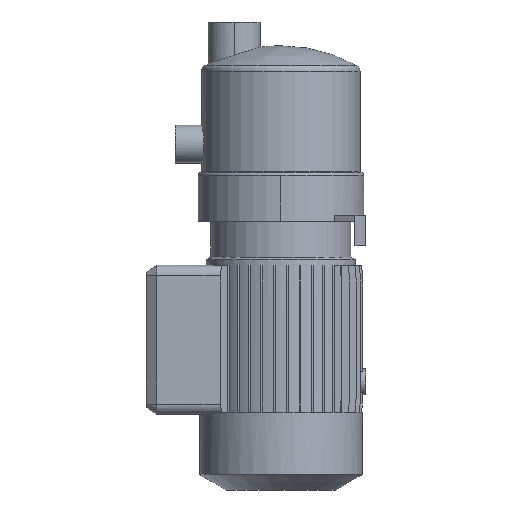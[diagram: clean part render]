
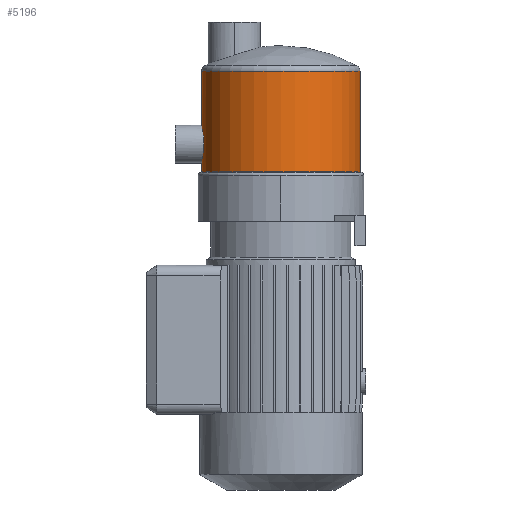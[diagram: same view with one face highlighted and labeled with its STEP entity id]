
A CAD part, left-side view. The second image highlights one B-rep face of the part: STEP entity #5196.
In plain terms, the highlighted cylindrical face has radius 76.5 mm (diameter 153 mm), a partial arc.
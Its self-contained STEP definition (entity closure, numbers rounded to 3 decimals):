
#15 = EDGE_CURVE ( 'NONE', #2202, #9870, #7982, .T. ) ;
#71 = VERTEX_POINT ( 'NONE', #8750 ) ;
#269 = DIRECTION ( 'NONE',  ( 0., 0., 1. ) ) ;
#290 = CARTESIAN_POINT ( 'NONE',  ( 0., 0., 70.562 ) ) ;
#320 = CARTESIAN_POINT ( 'NONE',  ( -8.082, 76.074, -16.374 ) ) ;
#518 = CARTESIAN_POINT ( 'NONE',  ( -16.4, 74.723, 8.094 ) ) ;
#605 = CARTESIAN_POINT ( 'NONE',  ( -4.755, 76.354, 17.63 ) ) ;
#703 = VERTEX_POINT ( 'NONE', #7530 ) ;
#854 = CARTESIAN_POINT ( 'NONE',  ( 0., 76.5, -18.25 ) ) ;
#965 = CARTESIAN_POINT ( 'NONE',  ( 0., 76.5, 70.562 ) ) ;
#1039 = CARTESIAN_POINT ( 'NONE',  ( 0., -76.5, 118. ) ) ;
#1088 = AXIS2_PLACEMENT_3D ( 'NONE', #5543, #8532, #7818 ) ;
#1161 = ORIENTED_EDGE ( 'NONE', *, *, #4388, .T. ) ;
#1180 = DIRECTION ( 'NONE',  ( 0., -1., 0. ) ) ;
#1187 = CARTESIAN_POINT ( 'NONE',  ( -1.193, 76.5, -18.25 ) ) ;
#1285 = CARTESIAN_POINT ( 'NONE',  ( -17.081, 74.569, -6.453 ) ) ;
#1334 = CARTESIAN_POINT ( 'NONE',  ( -9.655, 75.89, -15.498 ) ) ;
#1427 = CARTESIAN_POINT ( 'NONE',  ( -17.638, 74.439, 4.723 ) ) ;
#1839 = CARTESIAN_POINT ( 'NONE',  ( 0., 0., 118. ) ) ;
#1845 = AXIS2_PLACEMENT_3D ( 'NONE', #1839, #9615, #1180 ) ;
#1950 = CARTESIAN_POINT ( 'NONE',  ( -4.752, 76.361, -17.662 ) ) ;
#2045 = CARTESIAN_POINT ( 'NONE',  ( -14.838, 75.048, -10.642 ) ) ;
#2187 = CARTESIAN_POINT ( 'NONE',  ( -1.21, 76.5, 18.25 ) ) ;
#2202 = VERTEX_POINT ( 'NONE', #7899 ) ;
#2814 = CARTESIAN_POINT ( 'NONE',  ( -13.331, 75.331, 12.478 ) ) ;
#2854 = CARTESIAN_POINT ( 'NONE',  ( -12.055, 75.546, 13.715 ) ) ;
#2856 = EDGE_CURVE ( 'NONE', #9870, #5762, #8149, .T. ) ;
#2956 = CARTESIAN_POINT ( 'NONE',  ( -18.25, 74.291, 1.197 ) ) ;
#3420 = FACE_OUTER_BOUND ( 'NONE', #4970, .T. ) ;
#3429 = CARTESIAN_POINT ( 'NONE',  ( -9.138, 75.954, -15.809 ) ) ;
#3586 = CARTESIAN_POINT ( 'NONE',  ( -5.905, 76.274, 17.279 ) ) ;
#3631 = CARTESIAN_POINT ( 'NONE',  ( -13.32, 75.333, -12.49 ) ) ;
#3724 = CARTESIAN_POINT ( 'NONE',  ( -18.012, 74.349, -2.997 ) ) ;
#3774 = CARTESIAN_POINT ( 'NONE',  ( 0., 76.5, 18.25 ) ) ;
#4137 = CARTESIAN_POINT ( 'NONE',  ( -2.382, 76.472, -18.134 ) ) ;
#4279 = DIRECTION ( 'NONE',  ( 0., 0., -1. ) ) ;
#4345 = CARTESIAN_POINT ( 'NONE',  ( -17.085, 74.568, 6.443 ) ) ;
#4388 = EDGE_CURVE ( 'NONE', #2202, #703, #9854, .T. ) ;
#4400 = CARTESIAN_POINT ( 'NONE',  ( -17.778, 74.406, -4.165 ) ) ;
#4447 = CARTESIAN_POINT ( 'NONE',  ( -13.724, 75.26, -12.045 ) ) ;
#4492 = CARTESIAN_POINT ( 'NONE',  ( -18.25, 74.291, -0.609 ) ) ;
#4546 = CARTESIAN_POINT ( 'NONE',  ( -18.1, 74.328, -2.407 ) ) ;
#4795 = DIRECTION ( 'NONE',  ( 0., 0., 1. ) ) ;
#4864 = AXIS2_PLACEMENT_3D ( 'NONE', #290, #4279, #8791 ) ;
#4865 = ORIENTED_EDGE ( 'NONE', *, *, #15, .F. ) ;
#4867 = EDGE_CURVE ( 'NONE', #5762, #7033, #8157, .T. ) ;
#4970 = EDGE_LOOP ( 'NONE', ( #4865, #1161, #7547, #8665, #5098, #5292 ) ) ;
#5098 = ORIENTED_EDGE ( 'NONE', *, *, #4867, .F. ) ;
#5154 = CARTESIAN_POINT ( 'NONE',  ( -14.485, 75.117, 11.118 ) ) ;
#5196 = ADVANCED_FACE ( 'NONE', ( #3420 ), #7379, .T. ) ;
#5209 = CARTESIAN_POINT ( 'NONE',  ( -17.633, 74.44, -4.742 ) ) ;
#5255 = CARTESIAN_POINT ( 'NONE',  ( -17.285, 74.522, -5.885 ) ) ;
#5292 = ORIENTED_EDGE ( 'NONE', *, *, #2856, .F. ) ;
#5298 = CARTESIAN_POINT ( 'NONE',  ( -11.136, 75.687, 14.471 ) ) ;
#5394 = VECTOR ( 'NONE', #4795, 1000. ) ;
#5543 = CARTESIAN_POINT ( 'NONE',  ( 0., 0., -26.5 ) ) ;
#5650 = VECTOR ( 'NONE', #7957, 1000. ) ;
#5762 = VERTEX_POINT ( 'NONE', #6858 ) ;
#5772 = LINE ( 'NONE', #1039, #5650 ) ;
#5904 = CARTESIAN_POINT ( 'NONE',  ( -18.219, 74.299, -1.215 ) ) ;
#5942 = CARTESIAN_POINT ( 'NONE',  ( -11.142, 75.691, -14.503 ) ) ;
#5982 = CIRCLE ( 'NONE', #4864, 76.5 ) ;
#5993 = CARTESIAN_POINT ( 'NONE',  ( -13.729, 75.259, 12.038 ) ) ;
#6042 = CARTESIAN_POINT ( 'NONE',  ( -14.483, 75.117, -11.12 ) ) ;
#6404 = CARTESIAN_POINT ( 'NONE',  ( -7.543, 76.129, -16.629 ) ) ;
#6540 = VECTOR ( 'NONE', #269, 1000. ) ;
#6709 = CARTESIAN_POINT ( 'NONE',  ( -15.827, 74.848, -9.163 ) ) ;
#6717 = EDGE_CURVE ( 'NONE', #703, #71, #5772, .T. ) ;
#6752 = CARTESIAN_POINT ( 'NONE',  ( -6.467, 76.228, 17.076 ) ) ;
#6808 = CARTESIAN_POINT ( 'NONE',  ( -2.403, 76.471, 18.131 ) ) ;
#6858 = CARTESIAN_POINT ( 'NONE',  ( 0., 76.5, 18.25 ) ) ;
#6859 = CARTESIAN_POINT ( 'NONE',  ( -17.784, 74.404, 4.142 ) ) ;
#7033 = VERTEX_POINT ( 'NONE', #965 ) ;
#7060 = CARTESIAN_POINT ( 'NONE',  ( 0., 76.5, 118. ) ) ;
#7280 = CARTESIAN_POINT ( 'NONE',  ( 0., 76.5, -18.25 ) ) ;
#7379 = CYLINDRICAL_SURFACE ( 'NONE', #1845, 76.5 ) ;
#7431 = CARTESIAN_POINT ( 'NONE',  ( -8.114, 76.077, 16.39 ) ) ;
#7487 = CARTESIAN_POINT ( 'NONE',  ( -12.057, 75.549, -13.751 ) ) ;
#7520 = EDGE_CURVE ( 'NONE', #71, #7033, #5982, .T. ) ;
#7530 = CARTESIAN_POINT ( 'NONE',  ( 0., -76.5, -26.5 ) ) ;
#7547 = ORIENTED_EDGE ( 'NONE', *, *, #6717, .T. ) ;
#7572 = CARTESIAN_POINT ( 'NONE',  ( -16.39, 74.725, -8.117 ) ) ;
#7625 = CARTESIAN_POINT ( 'NONE',  ( -17.288, 74.521, 5.878 ) ) ;
#7818 = DIRECTION ( 'NONE',  ( 0., -1., 0. ) ) ;
#7899 = CARTESIAN_POINT ( 'NONE',  ( 0., 76.5, -26.5 ) ) ;
#7957 = DIRECTION ( 'NONE',  ( 0., 0., 1. ) ) ;
#7982 = LINE ( 'NONE', #7060, #5394 ) ;
#8149 = B_SPLINE_CURVE_WITH_KNOTS ( 'NONE', 3,
 ( #7280, #1187, #4137, #1950, #9729, #6404, #320, #3429, #1334, #5942, #7487, #3631, #4447, #6042, #2045, #6709, #7572, #1285, #5255, #5209, #4400, #3724, #4546, #5904, #4492, #2956, #9052, #6859, #1427, #7625, #4345, #518, #9778, #9820, #5154, #5993, #2814, #9108, #2854, #5298, #8388, #8303, #7431, #6752, #3586, #605, #9008, #6808, #2187, #3774 ),
 .UNSPECIFIED., .F., .F.,
 ( 4, 2, 2, 2, 2, 2, 2, 2, 2, 2, 2, 2, 2, 2, 2, 2, 2, 2, 2, 2, 2, 2, 2, 2, 4 ),
 ( 0.057, 0.061, 0.064, 0.066, 0.068, 0.072, 0.073, 0.075, 0.079, 0.081, 0.082, 0.084, 0.086, 0.089, 0.091, 0.093, 0.097, 0.098, 0.1, 0.102, 0.104, 0.107, 0.109, 0.111, 0.115 ),
 .UNSPECIFIED. ) ;
#8157 = LINE ( 'NONE', #8863, #6540 ) ;
#8303 = CARTESIAN_POINT ( 'NONE',  ( -9.161, 75.956, 15.83 ) ) ;
#8388 = CARTESIAN_POINT ( 'NONE',  ( -10.654, 75.756, 14.83 ) ) ;
#8532 = DIRECTION ( 'NONE',  ( 0., 0., 1. ) ) ;
#8665 = ORIENTED_EDGE ( 'NONE', *, *, #7520, .T. ) ;
#8750 = CARTESIAN_POINT ( 'NONE',  ( 0., -76.5, 70.562 ) ) ;
#8791 = DIRECTION ( 'NONE',  ( 0., 1., 0. ) ) ;
#8863 = CARTESIAN_POINT ( 'NONE',  ( 0., 76.5, 118. ) ) ;
#9008 = CARTESIAN_POINT ( 'NONE',  ( -4.168, 76.389, 17.778 ) ) ;
#9052 = CARTESIAN_POINT ( 'NONE',  ( -18.133, 74.32, 2.385 ) ) ;
#9108 = CARTESIAN_POINT ( 'NONE',  ( -12.494, 75.474, 13.316 ) ) ;
#9615 = DIRECTION ( 'NONE',  ( 0., 0., 1. ) ) ;
#9729 = CARTESIAN_POINT ( 'NONE',  ( -5.895, 76.281, -17.313 ) ) ;
#9778 = CARTESIAN_POINT ( 'NONE',  ( -15.841, 74.845, 9.142 ) ) ;
#9820 = CARTESIAN_POINT ( 'NONE',  ( -14.844, 75.047, 10.634 ) ) ;
#9854 = CIRCLE ( 'NONE', #1088, 76.5 ) ;
#9870 = VERTEX_POINT ( 'NONE', #854 ) ;
